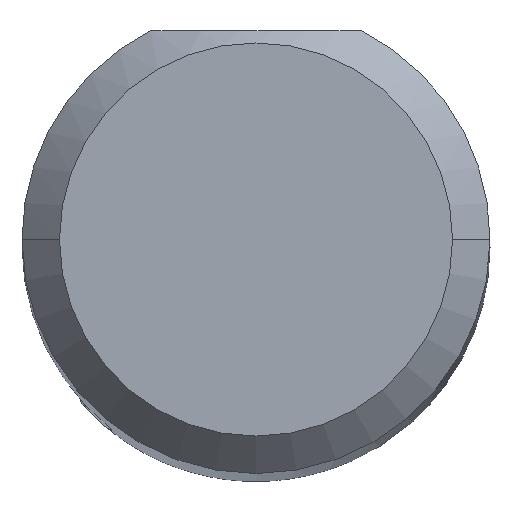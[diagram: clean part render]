
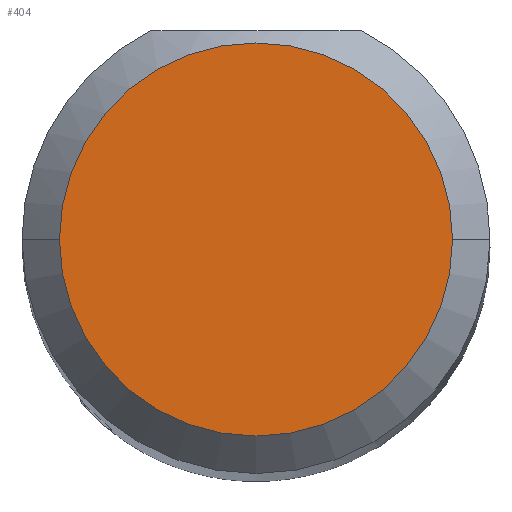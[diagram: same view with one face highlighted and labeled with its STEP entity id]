
A CAD part, top view. The second image highlights one B-rep face of the part: STEP entity #404.
In plain terms, the highlighted planar face has unit normal (0, 0, 1).
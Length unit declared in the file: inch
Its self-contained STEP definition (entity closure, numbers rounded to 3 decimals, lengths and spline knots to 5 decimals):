
#35 = CARTESIAN_POINT ( 'NONE',  ( 0.07875, 0., 2. ) ) ;
#37 = ORIENTED_EDGE ( 'NONE', *, *, #694, .T. ) ;
#39 = EDGE_CURVE ( 'NONE', #198, #374, #477, .T. ) ;
#74 = CIRCLE ( 'NONE', #298, 0.07875 ) ;
#92 = ORIENTED_EDGE ( 'NONE', *, *, #39, .T. ) ;
#109 = DIRECTION ( 'NONE',  ( 1., 0., 0. ) ) ;
#167 = DIRECTION ( 'NONE',  ( 0., 0., 1. ) ) ;
#198 = VERTEX_POINT ( 'NONE', #35 ) ;
#285 = CARTESIAN_POINT ( 'NONE',  ( -0.07875, 0., 2. ) ) ;
#298 = AXIS2_PLACEMENT_3D ( 'NONE', #671, #167, #109 ) ;
#300 = FACE_OUTER_BOUND ( 'NONE', #484, .T. ) ;
#342 = CARTESIAN_POINT ( 'NONE',  ( 0., 0., 2. ) ) ;
#347 = DIRECTION ( 'NONE',  ( 0., 0., 1. ) ) ;
#359 = CARTESIAN_POINT ( 'NONE',  ( 0., 0., 2. ) ) ;
#374 = VERTEX_POINT ( 'NONE', #285 ) ;
#404 = ADVANCED_FACE ( 'NONE', ( #300 ), #411, .T. ) ;
#411 = PLANE ( 'NONE',  #421 ) ;
#419 = DIRECTION ( 'NONE',  ( 0., 0., 1. ) ) ;
#421 = AXIS2_PLACEMENT_3D ( 'NONE', #359, #419, #629 ) ;
#452 = DIRECTION ( 'NONE',  ( 1., 0., 0. ) ) ;
#477 = CIRCLE ( 'NONE', #627, 0.07875 ) ;
#484 = EDGE_LOOP ( 'NONE', ( #37, #92 ) ) ;
#627 = AXIS2_PLACEMENT_3D ( 'NONE', #342, #347, #452 ) ;
#629 = DIRECTION ( 'NONE',  ( 1., 0., 0. ) ) ;
#671 = CARTESIAN_POINT ( 'NONE',  ( 0., 0., 2. ) ) ;
#694 = EDGE_CURVE ( 'NONE', #374, #198, #74, .T. ) ;
